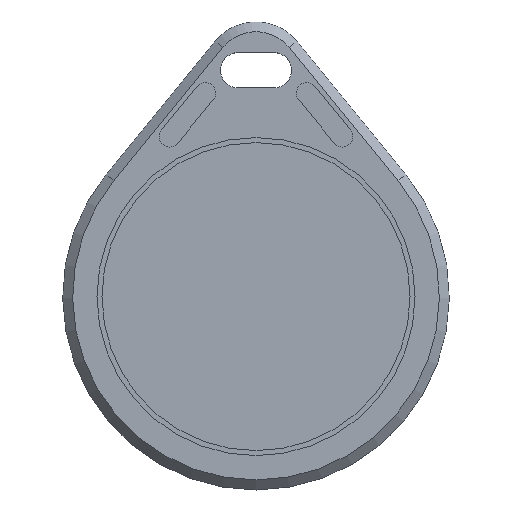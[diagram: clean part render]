
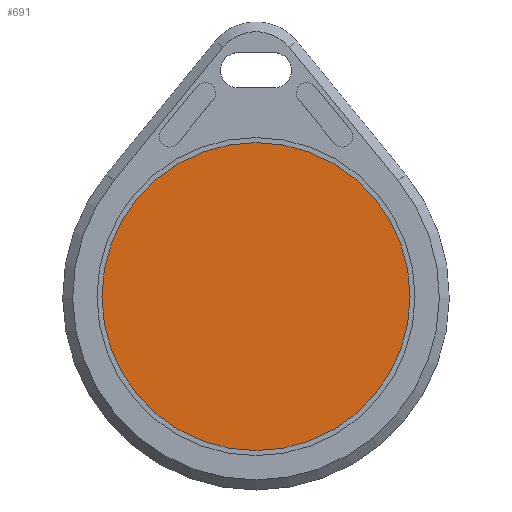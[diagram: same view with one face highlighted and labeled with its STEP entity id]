
A CAD part, top view. The second image highlights one B-rep face of the part: STEP entity #691.
In plain terms, the highlighted planar face has unit normal (0, 0, 1).
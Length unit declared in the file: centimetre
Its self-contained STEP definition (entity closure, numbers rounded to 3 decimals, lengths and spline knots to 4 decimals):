
#47=CIRCLE('',#753,1.235);
#109=FACE_OUTER_BOUND('',#159,.T.);
#159=EDGE_LOOP('',(#610));
#329=VERTEX_POINT('',#1116);
#405=EDGE_CURVE('',#329,#329,#47,.T.);
#610=ORIENTED_EDGE('',*,*,#405,.T.);
#652=PLANE('',#779);
#691=ADVANCED_FACE('',(#109),#652,.T.);
#753=AXIS2_PLACEMENT_3D('',#1117,#907,#908);
#779=AXIS2_PLACEMENT_3D('',#1184,#981,#982);
#907=DIRECTION('center_axis',(0.,0.,1.));
#908=DIRECTION('ref_axis',(-1.,0.,0.));
#981=DIRECTION('center_axis',(0.,0.,1.));
#982=DIRECTION('ref_axis',(1.,0.,0.));
#1116=CARTESIAN_POINT('',(1.235,0.,0.242));
#1117=CARTESIAN_POINT('Origin',(0.,0.,0.242));
#1184=CARTESIAN_POINT('Origin',(0.,0.45,0.242));
